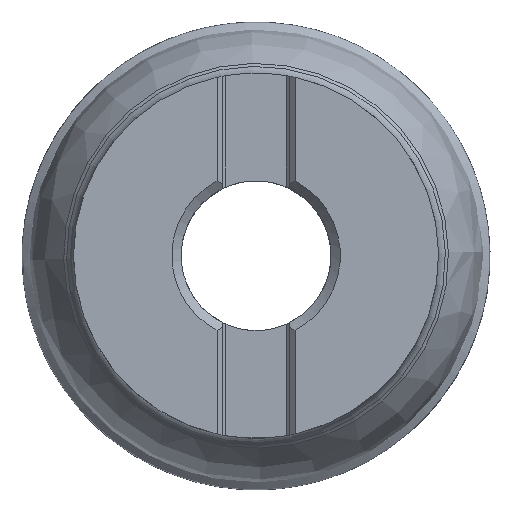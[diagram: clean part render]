
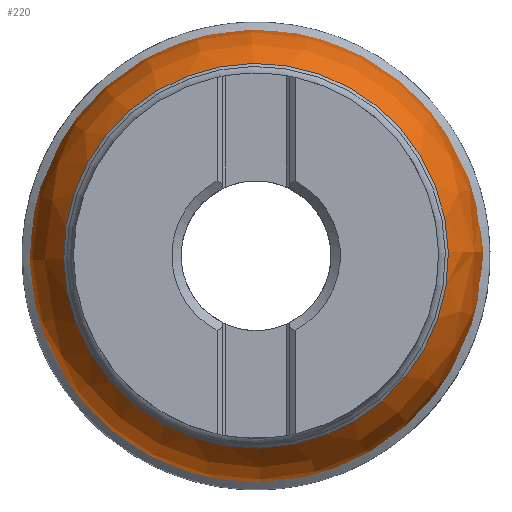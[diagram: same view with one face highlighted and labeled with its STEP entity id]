
A CAD part, top view. The second image highlights one B-rep face of the part: STEP entity #220.
In plain terms, the highlighted free-form (B-spline) face has degree [3, 3] with [4, 7] control points.
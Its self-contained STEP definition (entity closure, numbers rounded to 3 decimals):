
#208=(
BOUNDED_SURFACE()
B_SPLINE_SURFACE(3,3,((#1150,#1151,#1152,#1153,#1154,#1155,#1156),(#1157,
#1158,#1159,#1160,#1161,#1162,#1163),(#1164,#1165,#1166,#1167,#1168,#1169,
#1170),(#1171,#1172,#1173,#1174,#1175,#1176,#1177)),.UNSPECIFIED.,.F.,.T.,
 .F.)
B_SPLINE_SURFACE_WITH_KNOTS((4,4),(1,3,3,3,1),(0.,1.),(-0.5,0.,0.5,1.,1.5),
 .UNSPECIFIED.)
GEOMETRIC_REPRESENTATION_ITEM()
RATIONAL_B_SPLINE_SURFACE(((1.,0.333,0.333,1.,0.333,
0.333,1.),(0.958,0.319,0.319,
0.958,0.319,0.319,0.958),
(0.958,0.319,0.319,0.958,
0.319,0.319,0.958),(1.,0.333,
0.333,1.,0.333,0.333,1.)))
REPRESENTATION_ITEM('')
SURFACE()
);
#220=ADVANCED_FACE('TB_END_SU_12',(#272,#273),#208,.T.);
#272=FACE_BOUND('',#319,.T.);
#273=FACE_BOUND('',#320,.T.);
#319=EDGE_LOOP('',(#383));
#320=EDGE_LOOP('',(#384));
#383=ORIENTED_EDGE('',*,*,#593,.T.);
#384=ORIENTED_EDGE('',*,*,#592,.F.);
#533=VERTEX_POINT('',#1146);
#534=VERTEX_POINT('',#1149);
#592=EDGE_CURVE('',#533,#533,#668,.T.);
#593=EDGE_CURVE('',#534,#534,#669,.T.);
#668=CIRCLE('',#815,41.1);
#669=CIRCLE('',#817,48.633);
#815=AXIS2_PLACEMENT_3D('',#1145,#926,#927);
#817=AXIS2_PLACEMENT_3D('',#1148,#930,#931);
#926=DIRECTION('',(0.,0.,1.));
#927=DIRECTION('',(1.,0.017,0.));
#930=DIRECTION('',(0.,0.,1.));
#931=DIRECTION('',(1.,0.017,0.));
#1145=CARTESIAN_POINT('',(0.,0.,-19.668));
#1146=CARTESIAN_POINT('',(41.094,0.717,-19.668));
#1148=CARTESIAN_POINT('',(0.,0.,-40.));
#1149=CARTESIAN_POINT('',(48.626,0.849,-40.));
#1150=CARTESIAN_POINT('',(41.094,0.717,-19.668));
#1151=CARTESIAN_POINT('',(39.659,82.905,-19.668));
#1152=CARTESIAN_POINT('',(-42.528,81.47,-19.668));
#1153=CARTESIAN_POINT('',(-41.094,-0.717,-19.668));
#1154=CARTESIAN_POINT('',(-39.659,-82.905,-19.668));
#1155=CARTESIAN_POINT('',(42.528,-81.47,-19.668));
#1156=CARTESIAN_POINT('',(41.094,0.717,-19.668));
#1157=CARTESIAN_POINT('',(46.006,0.803,-25.388));
#1158=CARTESIAN_POINT('',(44.4,92.816,-25.388));
#1159=CARTESIAN_POINT('',(-47.612,91.209,-25.388));
#1160=CARTESIAN_POINT('',(-46.006,-0.803,-25.388));
#1161=CARTESIAN_POINT('',(-44.4,-92.816,-25.388));
#1162=CARTESIAN_POINT('',(47.612,-91.209,-25.388));
#1163=CARTESIAN_POINT('',(46.006,0.803,-25.388));
#1164=CARTESIAN_POINT('',(48.626,0.849,-32.459));
#1165=CARTESIAN_POINT('',(46.928,98.1,-32.459));
#1166=CARTESIAN_POINT('',(-50.323,96.403,-32.459));
#1167=CARTESIAN_POINT('',(-48.626,-0.849,-32.459));
#1168=CARTESIAN_POINT('',(-46.928,-98.1,-32.459));
#1169=CARTESIAN_POINT('',(50.323,-96.403,-32.459));
#1170=CARTESIAN_POINT('',(48.626,0.849,-32.459));
#1171=CARTESIAN_POINT('',(48.626,0.849,-40.));
#1172=CARTESIAN_POINT('',(46.928,98.1,-40.));
#1173=CARTESIAN_POINT('',(-50.323,96.403,-40.));
#1174=CARTESIAN_POINT('',(-48.626,-0.849,-40.));
#1175=CARTESIAN_POINT('',(-46.928,-98.1,-40.));
#1176=CARTESIAN_POINT('',(50.323,-96.403,-40.));
#1177=CARTESIAN_POINT('',(48.626,0.849,-40.));
